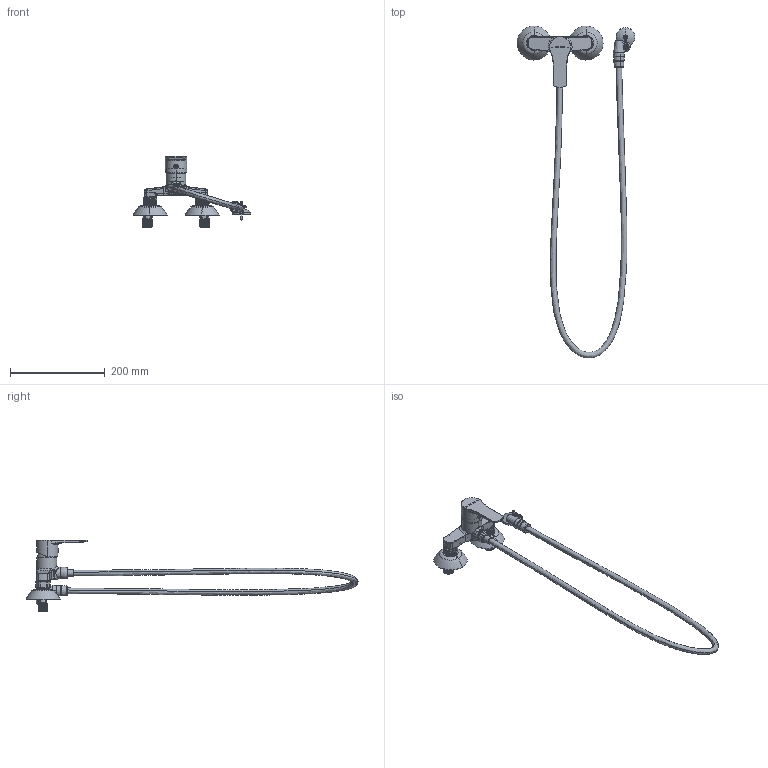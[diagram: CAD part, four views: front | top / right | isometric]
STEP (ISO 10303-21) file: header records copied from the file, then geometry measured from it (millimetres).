
FILE_DESCRIPTION (( 'STEP AP203' ), '1' );
FILE_NAME ('99F300597.STEP', '2025-07-07T12:03:08', ( '' ), ( '' ), 'SwSTEP 2.0', 'SolidWorks 2021', '' );
FILE_SCHEMA (( 'CONFIG_CONTROL_DESIGN' ));
Products named in the file (1): 99F300597
Bounding box: 249.44 x 702.05 x 150.4 mm (x, y, z)
Volume: 278338.6 mm3; surface area: 172775.8 mm2
Topology: 18 solids, 18 shells, 1398 faces, 3539 edges, 2207 vertices
Faces by surface type: cylinder 489, bspline 365, plane 350, cone 102, torus 74, sphere 18
Entity records: 87886 total; most frequent: CARTESIAN_POINT 58035, ORIENTED_EDGE 7030, DIRECTION 5186, EDGE_CURVE 3515, VERTEX_POINT 2205, AXIS2_PLACEMENT_3D 2013, EDGE_LOOP 1502, FACE_OUTER_BOUND 1398
